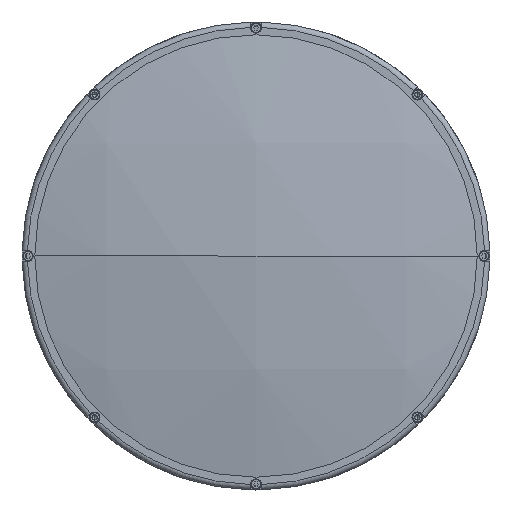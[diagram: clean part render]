
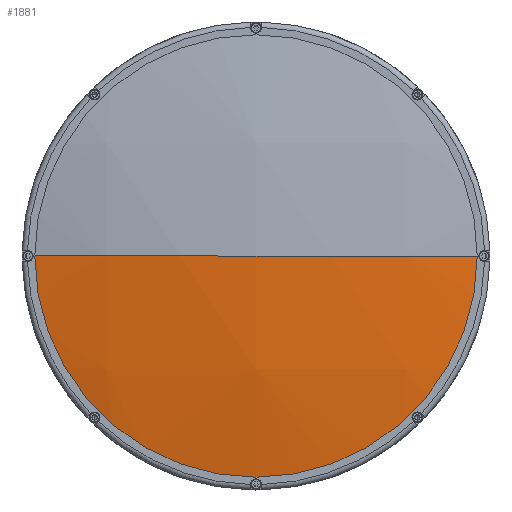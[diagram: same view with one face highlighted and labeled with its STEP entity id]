
A CAD part, left-side view. The second image highlights one B-rep face of the part: STEP entity #1881.
In plain terms, the highlighted spherical face has radius 606 mm.
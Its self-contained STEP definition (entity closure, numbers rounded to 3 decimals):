
#180 = CIRCLE ( 'NONE', #3838, 606. ) ;
#197 = DIRECTION ( 'NONE',  ( -1., 0., 0. ) ) ;
#270 = CARTESIAN_POINT ( 'NONE',  ( -560.373, 0., 0. ) ) ;
#813 = CARTESIAN_POINT ( 'NONE',  ( 45.627, 0., 0. ) ) ;
#941 = AXIS2_PLACEMENT_3D ( 'NONE', #813, #5764, #10284 ) ;
#951 = CARTESIAN_POINT ( 'NONE',  ( 45.627, 0., 0. ) ) ;
#1457 = EDGE_LOOP ( 'NONE', ( #5304, #7527, #9986 ) ) ;
#1573 = DIRECTION ( 'NONE',  ( 0., 0., 1. ) ) ;
#1655 = CARTESIAN_POINT ( 'NONE',  ( -547.362, 0., 0. ) ) ;
#1873 = CARTESIAN_POINT ( 'NONE',  ( -547.362, -124.9, 0. ) ) ;
#1881 = ADVANCED_FACE ( 'NONE', ( #6315 ), #3191, .T. ) ;
#1985 = VERTEX_POINT ( 'NONE', #2715 ) ;
#2652 = AXIS2_PLACEMENT_3D ( 'NONE', #951, #4127, #6363 ) ;
#2715 = CARTESIAN_POINT ( 'NONE',  ( -547.362, 124.9, 0. ) ) ;
#3191 = SPHERICAL_SURFACE ( 'NONE', #2652, 606. ) ;
#3838 = AXIS2_PLACEMENT_3D ( 'NONE', #6405, #1573, #8597 ) ;
#3890 = AXIS2_PLACEMENT_3D ( 'NONE', #1655, #197, #9681 ) ;
#3927 = CIRCLE ( 'NONE', #941, 606. ) ;
#4127 = DIRECTION ( 'NONE',  ( 0., 0., -1. ) ) ;
#5304 = ORIENTED_EDGE ( 'NONE', *, *, #6098, .T. ) ;
#5764 = DIRECTION ( 'NONE',  ( 0., 0., -1. ) ) ;
#5867 = VERTEX_POINT ( 'NONE', #1873 ) ;
#6098 = EDGE_CURVE ( 'NONE', #1985, #5867, #9031, .T. ) ;
#6315 = FACE_OUTER_BOUND ( 'NONE', #1457, .T. ) ;
#6363 = DIRECTION ( 'NONE',  ( 0., 1., 0. ) ) ;
#6405 = CARTESIAN_POINT ( 'NONE',  ( 45.627, 0., 0. ) ) ;
#7218 = EDGE_CURVE ( 'NONE', #5867, #8544, #3927, .T. ) ;
#7527 = ORIENTED_EDGE ( 'NONE', *, *, #7218, .T. ) ;
#8544 = VERTEX_POINT ( 'NONE', #270 ) ;
#8597 = DIRECTION ( 'NONE',  ( 0., -1., 0. ) ) ;
#9031 = CIRCLE ( 'NONE', #3890, 124.9 ) ;
#9681 = DIRECTION ( 'NONE',  ( 0., 0., 1. ) ) ;
#9726 = EDGE_CURVE ( 'NONE', #1985, #8544, #180, .T. ) ;
#9986 = ORIENTED_EDGE ( 'NONE', *, *, #9726, .F. ) ;
#10284 = DIRECTION ( 'NONE',  ( 0., 1., 0. ) ) ;
